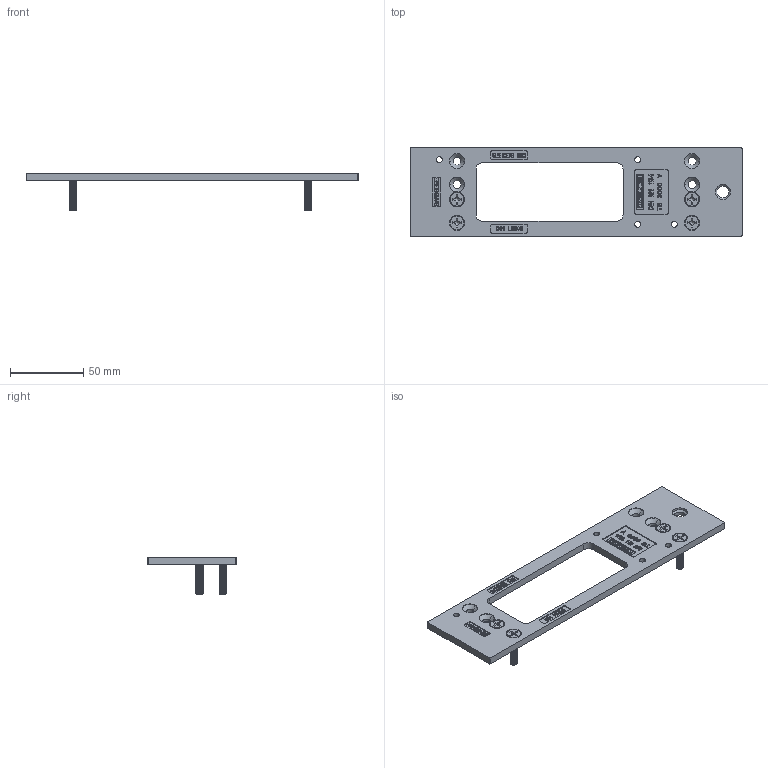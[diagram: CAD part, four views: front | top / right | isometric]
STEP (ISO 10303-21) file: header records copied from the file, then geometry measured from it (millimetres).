
FILE_DESCRIPTION(('CoCreate Modeling STEP Export'),'2;1');
FILE_NAME('Montageplatte_TS3000V_20522-K-002.stp','2011-04-27T14:46:29',(''),(''),'CoCreate Modeling STEP processor for AP214 (Solid Model)','CoCreate Modeling 17.0B 09-Oct-2010 (C) Parametric Technology GmbH','');
FILE_SCHEMA(('AUTOMOTIVE_DESIGN { 1 0 10303 214 1 1 1 1 }'));
Length unit declared in the file: millimetre
Products named in the file (3): 20522-2-0331; 91420A330.1; TS3000V
Assembly tree (5 placements, depth 2):
  TS3000V
    91420A330.1  x4
    20522-2-0331
Bounding box: 226 x 60 x 25 mm (x, y, z)
Volume: 35920.5 mm3; surface area: 28956.6 mm2
Topology: 5 solids, 5 shells, 2864 faces, 7720 edges, 4953 vertices
Faces by surface type: plane 1698, cylinder 645, cone 490, torus 31
Entity records: 74953 total; most frequent: CARTESIAN_POINT 20821, ORIENTED_EDGE 11698, DIRECTION 10273, EDGE_CURVE 5849, VECTOR 4967, LINE 4967, VERTEX_POINT 3819, AXIS2_PLACEMENT_3D 2653
